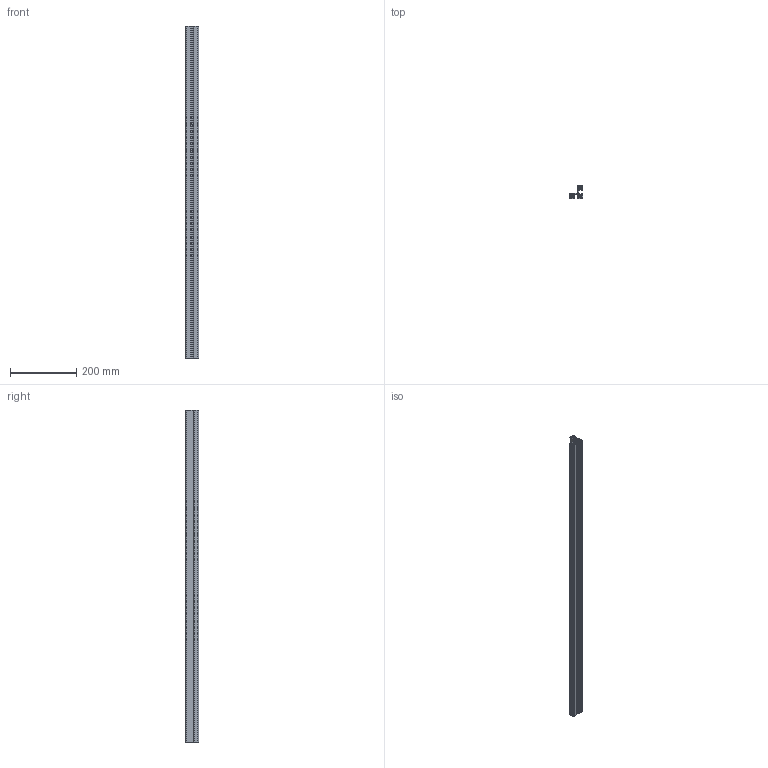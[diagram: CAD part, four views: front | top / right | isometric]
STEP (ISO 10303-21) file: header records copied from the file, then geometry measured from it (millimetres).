
FILE_DESCRIPTION(/* description */ (''),/* implementation_level */ '2;1');
FILE_NAME(/* name */ '10179_KriTec_Profil_8_W40x40_Eco.stp',/* time_stamp */ '2014-08-13T09:47:46+02:00',/* author */ ('kostic'),/* organization */ (''),/* preprocessor_version */ 'ST-DEVELOPER v15.2',/* originating_system */ 'Autodesk Inventor 2014',/* authorisation */ '');
FILE_SCHEMA (('AUTOMOTIVE_DESIGN { 1 0 10303 214 3 1 1 }'));
Length unit declared in the file: millimetre
Products named in the file (1): 10179_KriTec_Profil_8_W40x40_Eco
Bounding box: 40 x 40 x 1000 mm (x, y, z)
Volume: 415025.3 mm3; surface area: 447450.3 mm2
Topology: 1 solids, 1 shells, 139 faces, 411 edges, 274 vertices
Faces by surface type: cylinder 84, plane 55
Full cylindrical faces by diameter (mm): 4.2 x2
Entity records: 4752 total; most frequent: DIRECTION 857, CARTESIAN_POINT 823, ORIENTED_EDGE 818, EDGE_CURVE 409, AXIS2_PLACEMENT_3D 308, VERTEX_POINT 274, LINE 241, VECTOR 241
